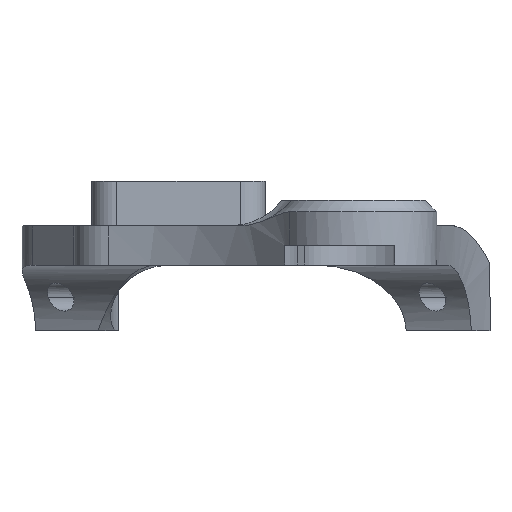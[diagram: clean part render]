
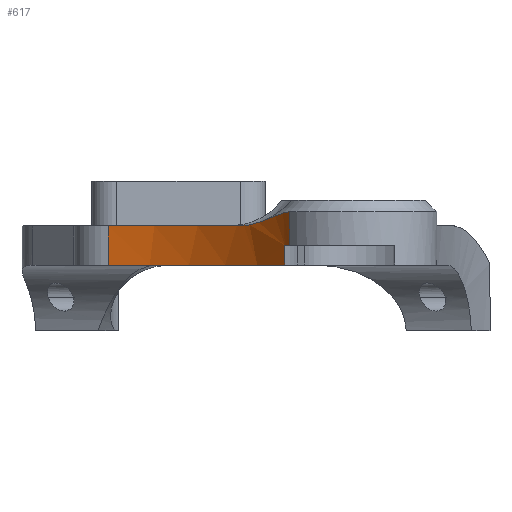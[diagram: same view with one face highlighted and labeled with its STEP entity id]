
A CAD part, front view. The second image highlights one B-rep face of the part: STEP entity #617.
In plain terms, the highlighted cylindrical face has radius 50.8 mm (diameter 101.6 mm), a partial arc.
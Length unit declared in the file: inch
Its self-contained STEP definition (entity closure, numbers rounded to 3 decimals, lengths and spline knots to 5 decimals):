
#9 = LINE ( 'NONE', #915, #401 ) ;
#61 = CARTESIAN_POINT ( 'NONE',  ( -0.56539, -0.15173, 0.35151 ) ) ;
#153 = EDGE_CURVE ( 'NONE', #473, #400, #1533, .T. ) ;
#159 = DIRECTION ( 'NONE',  ( 0., 0., 1. ) ) ;
#162 = VERTEX_POINT ( 'NONE', #833 ) ;
#214 = ORIENTED_EDGE ( 'NONE', *, *, #2078, .F. ) ;
#288 = CYLINDRICAL_SURFACE ( 'NONE', #605, 2. ) ;
#301 = DIRECTION ( 'NONE',  ( 0., 0., -1. ) ) ;
#342 = B_SPLINE_CURVE_WITH_KNOTS ( 'NONE', 3,
 ( #366, #1906, #1118, #1155 ),
 .UNSPECIFIED., .F., .F.,
 ( 4, 4 ),
 ( 0.00927, 0.01234 ),
 .UNSPECIFIED. ) ;
#351 = EDGE_LOOP ( 'NONE', ( #743, #2057, #1385, #922, #2338, #1679, #999, #1235, #1152, #214 ) ) ;
#366 = CARTESIAN_POINT ( 'NONE',  ( -0.76257, 0.06672, 0.28165 ) ) ;
#387 = VERTEX_POINT ( 'NONE', #2005 ) ;
#400 = VERTEX_POINT ( 'NONE', #556 ) ;
#401 = VECTOR ( 'NONE', #1665, 39.37008 ) ;
#448 = CARTESIAN_POINT ( 'NONE',  ( -0.54787, -0.17463, 0.35849 ) ) ;
#473 = VERTEX_POINT ( 'NONE', #1862 ) ;
#556 = CARTESIAN_POINT ( 'NONE',  ( -0.85262, 0.14784, 0.27945 ) ) ;
#560 = AXIS2_PLACEMENT_3D ( 'NONE', #1678, #928, #572 ) ;
#572 = DIRECTION ( 'NONE',  ( 1., 0., 0. ) ) ;
#593 = VERTEX_POINT ( 'NONE', #1939 ) ;
#605 = AXIS2_PLACEMENT_3D ( 'NONE', #2142, #1562, #1603 ) ;
#617 = ADVANCED_FACE ( 'NONE', ( #830 ), #288, .F. ) ;
#628 = VERTEX_POINT ( 'NONE', #817 ) ;
#633 = CARTESIAN_POINT ( 'NONE',  ( -0.67624, -0.02088, 0.30568 ) ) ;
#697 = CARTESIAN_POINT ( 'NONE',  ( -0.73963, 0.04476, 0.28604 ) ) ;
#743 = ORIENTED_EDGE ( 'NONE', *, *, #2213, .F. ) ;
#817 = CARTESIAN_POINT ( 'NONE',  ( -0.51537, -0.21941, 0.1378 ) ) ;
#826 = DIRECTION ( 'NONE',  ( 1., 0., 0. ) ) ;
#830 = FACE_OUTER_BOUND ( 'NONE', #351, .T. ) ;
#833 = CARTESIAN_POINT ( 'NONE',  ( -1.75297, 0.58307, 0. ) ) ;
#848 = VECTOR ( 'NONE', #301, 39.37008 ) ;
#870 = AXIS2_PLACEMENT_3D ( 'NONE', #1560, #1005, #826 ) ;
#915 = CARTESIAN_POINT ( 'NONE',  ( -0.48026, -0.27047, 0.137 ) ) ;
#922 = ORIENTED_EDGE ( 'NONE', *, *, #1060, .F. ) ;
#928 = DIRECTION ( 'NONE',  ( 0., 0., -1. ) ) ;
#967 = VECTOR ( 'NONE', #159, 39.37008 ) ;
#982 = EDGE_CURVE ( 'NONE', #1071, #400, #342, .T. ) ;
#993 = CARTESIAN_POINT ( 'NONE',  ( -0.69608, 0., 0.29914 ) ) ;
#999 = ORIENTED_EDGE ( 'NONE', *, *, #2107, .F. ) ;
#1005 = DIRECTION ( 'NONE',  ( 0., 0., -1. ) ) ;
#1029 = VECTOR ( 'NONE', #1593, 39.37008 ) ;
#1060 = EDGE_CURVE ( 'NONE', #593, #473, #2245, .T. ) ;
#1071 = VERTEX_POINT ( 'NONE', #1378 ) ;
#1092 = AXIS2_PLACEMENT_3D ( 'NONE', #1946, #1936, #1755 ) ;
#1093 = VERTEX_POINT ( 'NONE', #2324 ) ;
#1096 = LINE ( 'NONE', #1852, #967 ) ;
#1102 = CARTESIAN_POINT ( 'NONE',  ( -0.49668, -0.24578, 0.37343 ) ) ;
#1118 = CARTESIAN_POINT ( 'NONE',  ( -0.82167, 0.12161, 0.27534 ) ) ;
#1152 = ORIENTED_EDGE ( 'NONE', *, *, #1249, .F. ) ;
#1155 = CARTESIAN_POINT ( 'NONE',  ( -0.85262, 0.14784, 0.27945 ) ) ;
#1189 = CARTESIAN_POINT ( 'NONE',  ( -0.61944, -0.08508, 0.32854 ) ) ;
#1199 = CARTESIAN_POINT ( 'NONE',  ( -0.51348, -0.22171, 0.36948 ) ) ;
#1220 = VERTEX_POINT ( 'NONE', #1295 ) ;
#1235 = ORIENTED_EDGE ( 'NONE', *, *, #2360, .F. ) ;
#1237 = EDGE_CURVE ( 'NONE', #162, #387, #2091, .T. ) ;
#1249 = EDGE_CURVE ( 'NONE', #1220, #1718, #9, .T. ) ;
#1272 = B_SPLINE_CURVE_WITH_KNOTS ( 'NONE', 3,
 ( #2377, #697, #2401, #2193 ),
 .UNSPECIFIED., .F., .F.,
 ( 4, 4 ),
 ( 0.01439, 0.01683 ),
 .UNSPECIFIED. ) ;
#1295 = CARTESIAN_POINT ( 'NONE',  ( -0.48026, -0.27047, 0.37509 ) ) ;
#1378 = CARTESIAN_POINT ( 'NONE',  ( -0.76257, 0.06672, 0.28165 ) ) ;
#1379 = CARTESIAN_POINT ( 'NONE',  ( -0.65698, -0.04204, 0.31311 ) ) ;
#1385 = ORIENTED_EDGE ( 'NONE', *, *, #153, .F. ) ;
#1477 = CARTESIAN_POINT ( 'NONE',  ( -0.48026, -0.27047, 0.37509 ) ) ;
#1533 = LINE ( 'NONE', #2174, #1029 ) ;
#1560 = CARTESIAN_POINT ( 'NONE',  ( -2.1456, -1.37801, 0.274 ) ) ;
#1562 = DIRECTION ( 'NONE',  ( 0., 0., 1. ) ) ;
#1593 = DIRECTION ( 'NONE',  ( 0., 0., 1. ) ) ;
#1603 = DIRECTION ( 'NONE',  ( 1., 0., 0. ) ) ;
#1645 = EDGE_CURVE ( 'NONE', #162, #593, #1096, .T. ) ;
#1665 = DIRECTION ( 'NONE',  ( 0., 0., -1. ) ) ;
#1678 = CARTESIAN_POINT ( 'NONE',  ( -2.1456, -1.37801, 0. ) ) ;
#1679 = ORIENTED_EDGE ( 'NONE', *, *, #1237, .T. ) ;
#1718 = VERTEX_POINT ( 'NONE', #1776 ) ;
#1755 = DIRECTION ( 'NONE',  ( -1., 0., 0. ) ) ;
#1776 = CARTESIAN_POINT ( 'NONE',  ( -0.48026, -0.27047, 0.1378 ) ) ;
#1834 = CARTESIAN_POINT ( 'NONE',  ( -0.51537, -0.21941, 0.0689 ) ) ;
#1852 = CARTESIAN_POINT ( 'NONE',  ( -1.75297, 0.58307, 0. ) ) ;
#1862 = CARTESIAN_POINT ( 'NONE',  ( -0.85262, 0.14784, 0.274 ) ) ;
#1906 = CARTESIAN_POINT ( 'NONE',  ( -0.79166, 0.09456, 0.27609 ) ) ;
#1936 = DIRECTION ( 'NONE',  ( 0., 0., 1. ) ) ;
#1939 = CARTESIAN_POINT ( 'NONE',  ( -1.75297, 0.58307, 0.274 ) ) ;
#1946 = CARTESIAN_POINT ( 'NONE',  ( -2.1456, -1.37801, 0.1378 ) ) ;
#1961 = B_SPLINE_CURVE_WITH_KNOTS ( 'NONE', 3,
 ( #993, #633, #1379, #1189, #2130, #61, #448, #1199, #1102, #1477 ),
 .UNSPECIFIED., .F., .F.,
 ( 4, 2, 2, 2, 4 ),
 ( 0.01683, 0.01909, 0.02135, 0.02361, 0.02587 ),
 .UNSPECIFIED. ) ;
#2005 = CARTESIAN_POINT ( 'NONE',  ( -0.51537, -0.21941, 0. ) ) ;
#2057 = ORIENTED_EDGE ( 'NONE', *, *, #982, .T. ) ;
#2078 = EDGE_CURVE ( 'NONE', #1093, #1220, #1961, .T. ) ;
#2091 = CIRCLE ( 'NONE', #560, 2. ) ;
#2107 = EDGE_CURVE ( 'NONE', #628, #387, #2220, .T. ) ;
#2130 = CARTESIAN_POINT ( 'NONE',  ( -0.60117, -0.10696, 0.33653 ) ) ;
#2142 = CARTESIAN_POINT ( 'NONE',  ( -2.1456, -1.37801, 0. ) ) ;
#2147 = CIRCLE ( 'NONE', #1092, 2. ) ;
#2174 = CARTESIAN_POINT ( 'NONE',  ( -0.85262, 0.14784, -2.16158 ) ) ;
#2193 = CARTESIAN_POINT ( 'NONE',  ( -0.69608, 0., 0.29914 ) ) ;
#2213 = EDGE_CURVE ( 'NONE', #1071, #1093, #1272, .T. ) ;
#2220 = LINE ( 'NONE', #1834, #848 ) ;
#2245 = CIRCLE ( 'NONE', #870, 2. ) ;
#2324 = CARTESIAN_POINT ( 'NONE',  ( -0.69608, 0., 0.29914 ) ) ;
#2338 = ORIENTED_EDGE ( 'NONE', *, *, #1645, .F. ) ;
#2360 = EDGE_CURVE ( 'NONE', #1718, #628, #2147, .T. ) ;
#2377 = CARTESIAN_POINT ( 'NONE',  ( -0.76257, 0.06672, 0.28165 ) ) ;
#2401 = CARTESIAN_POINT ( 'NONE',  ( -0.71752, 0.02254, 0.29207 ) ) ;
